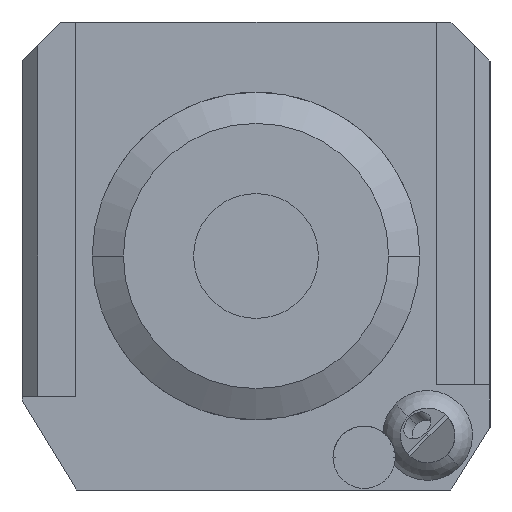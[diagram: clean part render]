
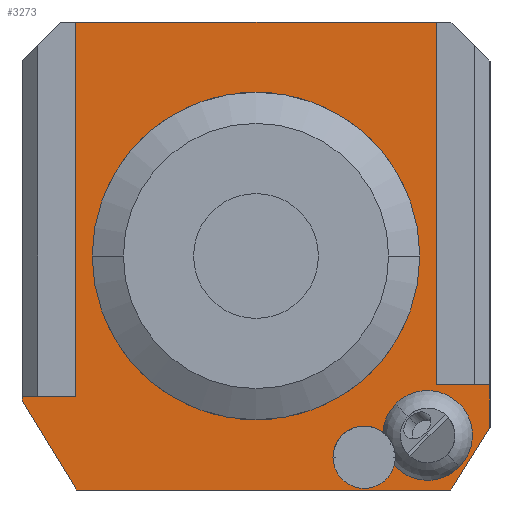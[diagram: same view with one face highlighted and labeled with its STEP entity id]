
A CAD part, left-side view. The second image highlights one B-rep face of the part: STEP entity #3273.
In plain terms, the highlighted planar face has unit normal (-1, 0, 0).
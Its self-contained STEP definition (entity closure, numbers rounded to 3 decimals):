
#45=DIRECTION('',(0.,-1.,0.));
#46=VECTOR('',#45,48.);
#47=CARTESIAN_POINT('',(-49.8,24.,30.));
#48=LINE('',#47,#46);
#203=DIRECTION('',(0.,-0.53,0.848));
#204=VECTOR('',#203,9.434);
#205=CARTESIAN_POINT('',(-49.8,-25.,-30.));
#206=LINE('',#205,#204);
#207=DIRECTION('',(0.,1.,0.));
#208=VECTOR('',#207,48.);
#209=CARTESIAN_POINT('',(-49.8,-25.,-30.));
#210=LINE('',#209,#208);
#211=DIRECTION('',(0.,-0.52,-0.854));
#212=VECTOR('',#211,13.463);
#213=CARTESIAN_POINT('',(-49.8,30.,-18.5));
#214=LINE('',#213,#212);
#215=DIRECTION('',(0.,1.,0.));
#216=VECTOR('',#215,6.);
#217=CARTESIAN_POINT('',(-49.8,24.,-18.));
#218=LINE('',#217,#216);
#219=DIRECTION('',(0.,0.,1.));
#220=VECTOR('',#219,48.);
#221=CARTESIAN_POINT('',(-49.8,24.,-18.));
#222=LINE('',#221,#220);
#223=DIRECTION('',(0.,1.,0.));
#224=VECTOR('',#223,6.);
#225=CARTESIAN_POINT('',(-49.8,-30.,-16.5));
#226=LINE('',#225,#224);
#227=CARTESIAN_POINT('',(-49.8,0.,0.));
#228=DIRECTION('',(1.,0.,0.));
#229=DIRECTION('',(0.,1.,0.));
#230=AXIS2_PLACEMENT_3D('',#227,#228,#229);
#232=CARTESIAN_POINT('',(-49.8,0.,0.));
#233=DIRECTION('',(1.,0.,0.));
#234=DIRECTION('',(0.,-1.,0.));
#235=AXIS2_PLACEMENT_3D('',#232,#233,#234);
#237=CARTESIAN_POINT('',(-49.8,-22.,-23.));
#238=DIRECTION('',(1.,0.,0.));
#239=DIRECTION('',(0.,0.715,0.699));
#240=AXIS2_PLACEMENT_3D('',#237,#238,#239);
#242=CARTESIAN_POINT('',(-49.8,-22.,-23.));
#243=DIRECTION('',(1.,0.,0.));
#244=DIRECTION('',(0.,-0.715,-0.699));
#245=AXIS2_PLACEMENT_3D('',#242,#243,#244);
#247=CARTESIAN_POINT('',(-49.8,-13.869,-25.8));
#248=DIRECTION('',(1.,0.,0.));
#249=DIRECTION('',(0.,-1.,0.));
#250=AXIS2_PLACEMENT_3D('',#247,#248,#249);
#252=CARTESIAN_POINT('',(-49.8,-13.869,-25.8));
#253=DIRECTION('',(1.,0.,0.));
#254=DIRECTION('',(0.,1.,0.));
#255=AXIS2_PLACEMENT_3D('',#252,#253,#254);
#269=DIRECTION('',(0.,0.,1.));
#270=VECTOR('',#269,5.5);
#271=CARTESIAN_POINT('',(-49.8,-30.,-22.));
#272=LINE('',#271,#270);
#327=DIRECTION('',(0.,0.,1.));
#328=VECTOR('',#327,0.5);
#329=CARTESIAN_POINT('',(-49.8,30.,-18.5));
#330=LINE('',#329,#328);
#1567=DIRECTION('',(0.,0.,1.));
#1568=VECTOR('',#1567,46.5);
#1569=CARTESIAN_POINT('',(-49.8,-24.,-16.5));
#1570=LINE('',#1569,#1568);
#2566=CARTESIAN_POINT('',(-49.8,23.,-30.));
#2568=VERTEX_POINT('',#2566);
#2571=CARTESIAN_POINT('',(-49.8,30.,-18.5));
#2572=VERTEX_POINT('',#2571);
#2574=CARTESIAN_POINT('',(-49.8,-30.,-22.));
#2576=VERTEX_POINT('',#2574);
#2579=CARTESIAN_POINT('',(-49.8,-25.,-30.));
#2580=VERTEX_POINT('',#2579);
#2615=CARTESIAN_POINT('',(-49.8,24.,30.));
#2616=VERTEX_POINT('',#2615);
#2617=CARTESIAN_POINT('',(-49.8,-24.,30.));
#2618=VERTEX_POINT('',#2617);
#2631=CARTESIAN_POINT('',(-49.8,24.,-18.));
#2632=VERTEX_POINT('',#2631);
#2633=CARTESIAN_POINT('',(-49.8,-24.,-16.5));
#2635=VERTEX_POINT('',#2633);
#2641=CARTESIAN_POINT('',(-49.8,-30.,-16.5));
#2642=VERTEX_POINT('',#2641);
#2643=CARTESIAN_POINT('',(-49.8,30.,-18.));
#2644=VERTEX_POINT('',#2643);
#2701=CARTESIAN_POINT('',(-49.8,18.1,0.));
#2702=CARTESIAN_POINT('',(-49.8,-18.1,0.));
#2703=VERTEX_POINT('',#2701);
#2704=VERTEX_POINT('',#2702);
#2796=CARTESIAN_POINT('',(-49.8,-17.887,-18.976));
#2797=CARTESIAN_POINT('',(-49.8,-26.113,-27.024));
#2798=VERTEX_POINT('',#2796);
#2799=VERTEX_POINT('',#2797);
#2812=CARTESIAN_POINT('',(-49.8,-15.869,-25.8));
#2813=CARTESIAN_POINT('',(-49.8,-11.869,-25.8));
#2814=VERTEX_POINT('',#2812);
#2815=VERTEX_POINT('',#2813);
#3231=CARTESIAN_POINT('',(-49.8,24.,30.));
#3232=DIRECTION('',(1.,0.,0.));
#3233=DIRECTION('',(0.,-1.,0.));
#3234=AXIS2_PLACEMENT_3D('',#3231,#3232,#3233);
#3235=PLANE('',#3234);
#3237=ORIENTED_EDGE('',*,*,#3236,.F.);
#3239=ORIENTED_EDGE('',*,*,#3238,.T.);
#3241=ORIENTED_EDGE('',*,*,#3240,.F.);
#3243=ORIENTED_EDGE('',*,*,#3242,.T.);
#3244=ORIENTED_EDGE('',*,*,#3171,.F.);
#3245=ORIENTED_EDGE('',*,*,#3226,.T.);
#3246=ORIENTED_EDGE('',*,*,#3062,.T.);
#3248=ORIENTED_EDGE('',*,*,#3247,.F.);
#3250=ORIENTED_EDGE('',*,*,#3249,.F.);
#3252=ORIENTED_EDGE('',*,*,#3251,.F.);
#3253=EDGE_LOOP('',(#3237,#3239,#3241,#3243,#3244,#3245,#3246,#3248,#3250,
#3252));
#3254=FACE_OUTER_BOUND('',#3253,.F.);
#3256=ORIENTED_EDGE('',*,*,#3255,.F.);
#3258=ORIENTED_EDGE('',*,*,#3257,.F.);
#3259=EDGE_LOOP('',(#3256,#3258));
#3260=FACE_BOUND('',#3259,.F.);
#3262=ORIENTED_EDGE('',*,*,#3261,.F.);
#3264=ORIENTED_EDGE('',*,*,#3263,.F.);
#3265=EDGE_LOOP('',(#3262,#3264));
#3266=FACE_BOUND('',#3265,.F.);
#3268=ORIENTED_EDGE('',*,*,#3267,.F.);
#3270=ORIENTED_EDGE('',*,*,#3269,.F.);
#3271=EDGE_LOOP('',(#3268,#3270));
#3272=FACE_BOUND('',#3271,.F.);
#3273=ADVANCED_FACE('',(#3254,#3260,#3266,#3272),#3235,.F.);
#231=CIRCLE('',#230,18.1);
#236=CIRCLE('',#235,18.1);
#241=CIRCLE('',#240,5.754);
#246=CIRCLE('',#245,5.754);
#251=CIRCLE('',#250,2.);
#256=CIRCLE('',#255,2.);
#3062=EDGE_CURVE('',#2616,#2618,#48,.T.);
#3171=EDGE_CURVE('',#2632,#2644,#218,.T.);
#3226=EDGE_CURVE('',#2632,#2616,#222,.T.);
#3236=EDGE_CURVE('',#2580,#2576,#206,.T.);
#3238=EDGE_CURVE('',#2580,#2568,#210,.T.);
#3240=EDGE_CURVE('',#2572,#2568,#214,.T.);
#3242=EDGE_CURVE('',#2572,#2644,#330,.T.);
#3247=EDGE_CURVE('',#2635,#2618,#1570,.T.);
#3249=EDGE_CURVE('',#2642,#2635,#226,.T.);
#3251=EDGE_CURVE('',#2576,#2642,#272,.T.);
#3255=EDGE_CURVE('',#2703,#2704,#231,.T.);
#3257=EDGE_CURVE('',#2704,#2703,#236,.T.);
#3261=EDGE_CURVE('',#2798,#2799,#241,.T.);
#3263=EDGE_CURVE('',#2799,#2798,#246,.T.);
#3267=EDGE_CURVE('',#2814,#2815,#251,.T.);
#3269=EDGE_CURVE('',#2815,#2814,#256,.T.);
